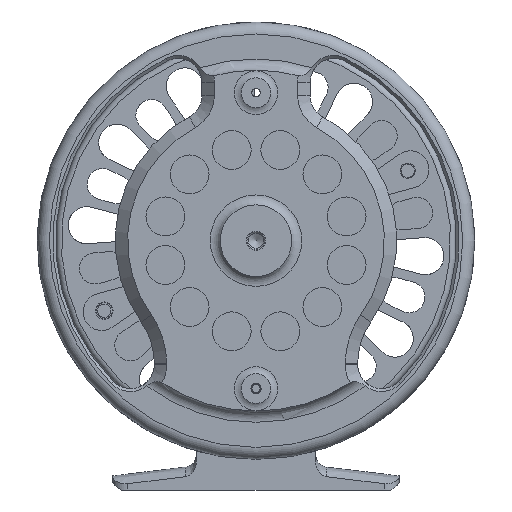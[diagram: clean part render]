
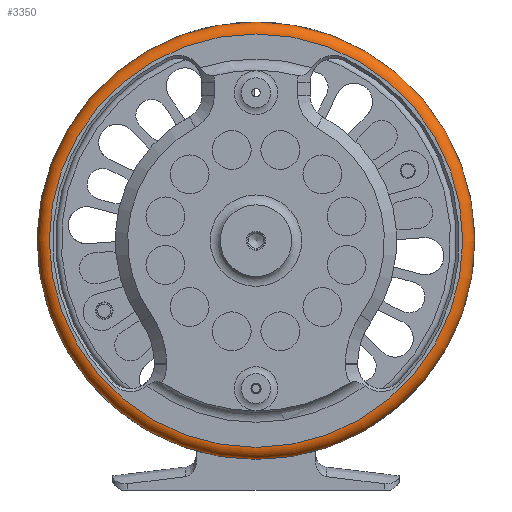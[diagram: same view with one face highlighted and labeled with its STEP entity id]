
A CAD part, front view. The second image highlights one B-rep face of the part: STEP entity #3350.
In plain terms, the highlighted toroidal (fillet/blend) face has major radius 55.016 mm and minor radius 3.175 mm.
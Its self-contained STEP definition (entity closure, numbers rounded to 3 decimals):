
#416 = EDGE_CURVE('',#417,#417,#419,.T.);
#417 = VERTEX_POINT('',#418);
#418 = CARTESIAN_POINT('',(0.,9.779,-55.016));
#419 = CIRCLE('',#420,55.016);
#420 = AXIS2_PLACEMENT_3D('',#421,#422,#423);
#421 = CARTESIAN_POINT('',(0.,9.779,0.));
#422 = DIRECTION('',(0.,-1.,0.));
#423 = DIRECTION('',(0.,0.,-1.));
#1096 = VERTEX_POINT('',#1097);
#1097 = CARTESIAN_POINT('',(0.,12.954,-58.191));
#1102 = EDGE_CURVE('',#1096,#1096,#1103,.T.);
#1103 = CIRCLE('',#1104,58.191);
#1104 = AXIS2_PLACEMENT_3D('',#1105,#1106,#1107);
#1105 = CARTESIAN_POINT('',(0.,12.954,0.));
#1106 = DIRECTION('',(0.,1.,0.));
#1107 = DIRECTION('',(0.,0.,-1.));
#3350 = ADVANCED_FACE('',(#3351),#3366,.T.);
#3351 = FACE_BOUND('',#3352,.T.);
#3352 = EDGE_LOOP('',(#3353,#3354,#3364,#3365));
#3353 = ORIENTED_EDGE('',*,*,#1102,.F.);
#3354 = ORIENTED_EDGE('',*,*,#3355,.T.);
#3355 = EDGE_CURVE('',#1096,#417,#3356,.T.);
#3356 = ( BOUNDED_CURVE() B_SPLINE_CURVE(6,(#3357,#3358,#3359,#3360,
#3361,#3362,#3363),.UNSPECIFIED.,.F.,.F.) B_SPLINE_CURVE_WITH_KNOTS((7,7
),(0.,1.571),.PIECEWISE_BEZIER_KNOTS.) CURVE() 
GEOMETRIC_REPRESENTATION_ITEM() RATIONAL_B_SPLINE_CURVE((1.031,
    1.01,0.998,0.994,0.998,
1.01,1.031)) REPRESENTATION_ITEM('') );
#3357 = CARTESIAN_POINT('',(0.,12.954,-58.191));
#3358 = CARTESIAN_POINT('',(0.,12.105,-58.191));
#3359 = CARTESIAN_POINT('',(0.,11.279,-57.922));
#3360 = CARTESIAN_POINT('',(0.,10.567,-57.404));
#3361 = CARTESIAN_POINT('',(0.,10.049,-56.692));
#3362 = CARTESIAN_POINT('',(0.,9.779,-55.865));
#3363 = CARTESIAN_POINT('',(0.,9.779,-55.016));
#3364 = ORIENTED_EDGE('',*,*,#416,.F.);
#3365 = ORIENTED_EDGE('',*,*,#3355,.F.);
#3366 = TOROIDAL_SURFACE('',#3367,55.016,3.175);
#3367 = AXIS2_PLACEMENT_3D('',#3368,#3369,#3370);
#3368 = CARTESIAN_POINT('',(0.,12.954,0.));
#3369 = DIRECTION('',(0.,-1.,0.));
#3370 = DIRECTION('',(0.,0.,-1.));
